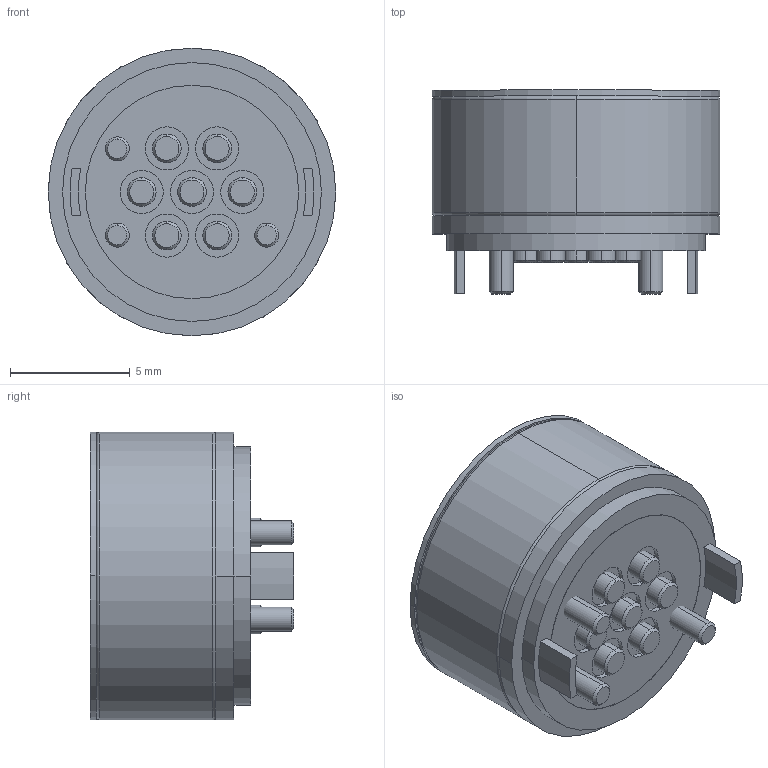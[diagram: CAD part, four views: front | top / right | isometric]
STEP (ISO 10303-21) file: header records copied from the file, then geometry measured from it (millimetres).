
FILE_DESCRIPTION (( 'STEP AP214' ), '1' );
FILE_NAME ('685A07222A01E1E.STEP', '2023-05-08T19:09:17', ( '' ), ( '' ), 'SwSTEP 2.0', 'SolidWorks 2020', '' );
FILE_SCHEMA (( 'AUTOMOTIVE_DESIGN' ));
Length unit declared in the file: millimetre
Products named in the file (1): 685A07222A01E1E
Bounding box: 12 x 8.5 x 12 mm (x, y, z)
Volume: 703.5 mm3; surface area: 952.7 mm2
Topology: 10 solids, 13 shells, 446 faces, 1068 edges, 685 vertices
Faces by surface type: plane 166, cylinder 125, bspline 75, cone 58, sphere 14, torus 8
Entity records: 20790 total; most frequent: CARTESIAN_POINT 5841, ORIENTED_EDGE 2094, DIRECTION 1992, EDGE_CURVE 1047, AXIS2_PLACEMENT_3D 723, VERTEX_POINT 678, VECTOR 546, LINE 546
